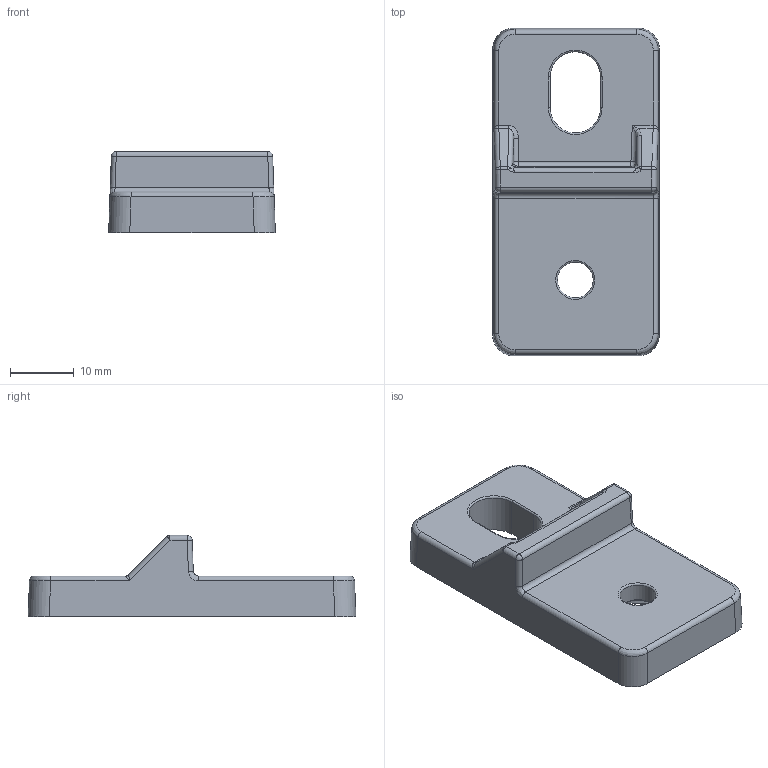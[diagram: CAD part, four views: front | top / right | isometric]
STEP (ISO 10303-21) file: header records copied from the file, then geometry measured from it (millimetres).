
FILE_DESCRIPTION(/* description */ (''),/* implementation_level */ '2;1');
FILE_NAME(/* name */ 'HW-MGFTKIT.stp',/* time_stamp */ '2014-03-05T10:50:14-06:00',/* author */ ('pmescher'),/* organization */ (''),/* preprocessor_version */ 'ST-DEVELOPER v15.2',/* originating_system */ 'Autodesk Inventor 2014',/* authorisation */ '');
FILE_SCHEMA (('AUTOMOTIVE_DESIGN { 1 0 10303 214 3 1 1 }'));
Length unit declared in the file: inch
Products named in the file (1): DSMGFTKIT_STP
Bounding box: 26.07 x 51.24 x 12.7 mm (x, y, z)
Volume: 8196.1 mm3; surface area: 3964.1 mm2
Topology: 1 solids, 1 shells, 84 faces, 198 edges, 109 vertices
Faces by surface type: cylinder 35, bspline 22, plane 16, sphere 6, torus 4, cone 1
Full cylindrical faces by diameter (mm): 5.588 x1
Entity records: 3792 total; most frequent: CARTESIAN_POINT 1901, DIRECTION 402, ORIENTED_EDGE 378, EDGE_CURVE 189, AXIS2_PLACEMENT_3D 164, VERTEX_POINT 109, EDGE_LOOP 92, FACE_OUTER_BOUND 84
